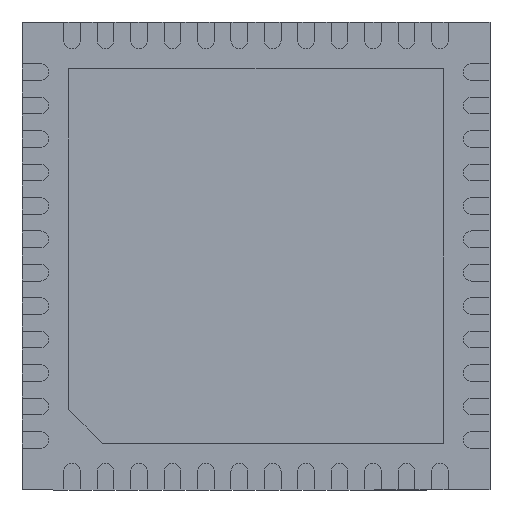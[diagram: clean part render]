
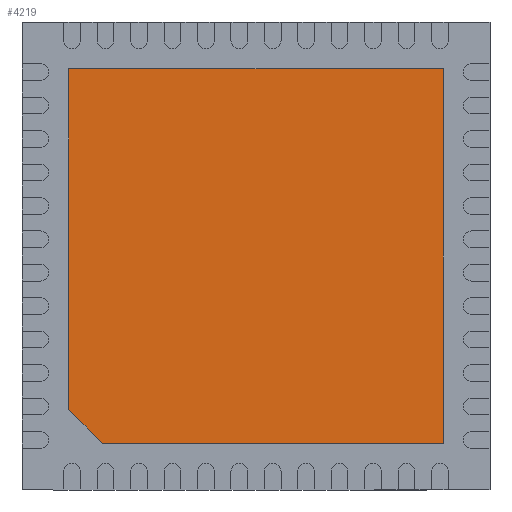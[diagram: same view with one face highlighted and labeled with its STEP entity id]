
A CAD part, front view. The second image highlights one B-rep face of the part: STEP entity #4219.
In plain terms, the highlighted planar face has unit normal (0, -1, 0).
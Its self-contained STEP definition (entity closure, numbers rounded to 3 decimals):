
#726 = CARTESIAN_POINT ( 'NONE',  ( 2.8, -0.05, 2.8 ) ) ;
#794 = VECTOR ( 'NONE', #6188, 1000. ) ;
#1035 = LINE ( 'NONE', #5787, #6277 ) ;
#1482 = CARTESIAN_POINT ( 'NONE',  ( -2.8, -0.05, 2.8 ) ) ;
#1727 = FACE_OUTER_BOUND ( 'NONE', #5424, .T. ) ;
#1937 = VECTOR ( 'NONE', #6516, 1000. ) ;
#1938 = VECTOR ( 'NONE', #7056, 1000. ) ;
#2020 = DIRECTION ( 'NONE',  ( 0.707, 0., -0.707 ) ) ;
#2084 = EDGE_CURVE ( 'NONE', #5714, #7680, #15767, .T. ) ;
#2739 = CARTESIAN_POINT ( 'NONE',  ( -2.8, -0.05, -2.3 ) ) ;
#3382 = VECTOR ( 'NONE', #11324, 1000. ) ;
#3735 = AXIS2_PLACEMENT_3D ( 'NONE', #5874, #8243, #10696 ) ;
#3977 = EDGE_CURVE ( 'NONE', #8358, #11352, #11149, .T. ) ;
#4148 = CARTESIAN_POINT ( 'NONE',  ( 2.8, -0.05, -2.8 ) ) ;
#4219 = ADVANCED_FACE ( 'NONE', ( #1727 ), #7007, .T. ) ;
#4490 = ORIENTED_EDGE ( 'NONE', *, *, #14903, .T. ) ;
#5424 = EDGE_LOOP ( 'NONE', ( #6436, #11572, #4490, #12150, #13609 ) ) ;
#5714 = VERTEX_POINT ( 'NONE', #6755 ) ;
#5787 = CARTESIAN_POINT ( 'NONE',  ( -2.8, -0.05, -2.3 ) ) ;
#5874 = CARTESIAN_POINT ( 'NONE',  ( 1.75, -0.05, 3.225 ) ) ;
#5893 = CARTESIAN_POINT ( 'NONE',  ( 2.8, -0.05, -2.8 ) ) ;
#5920 = CARTESIAN_POINT ( 'NONE',  ( -2.3, -0.05, -2.8 ) ) ;
#6188 = DIRECTION ( 'NONE',  ( 0., 0., 1. ) ) ;
#6277 = VECTOR ( 'NONE', #2020, 1000. ) ;
#6436 = ORIENTED_EDGE ( 'NONE', *, *, #11822, .T. ) ;
#6516 = DIRECTION ( 'NONE',  ( 1., 0., 0. ) ) ;
#6755 = CARTESIAN_POINT ( 'NONE',  ( 2.8, -0.05, 2.8 ) ) ;
#7007 = PLANE ( 'NONE',  #3735 ) ;
#7056 = DIRECTION ( 'NONE',  ( -1., 0., 0. ) ) ;
#7213 = EDGE_CURVE ( 'NONE', #12143, #8358, #1035, .T. ) ;
#7680 = VERTEX_POINT ( 'NONE', #7825 ) ;
#7825 = CARTESIAN_POINT ( 'NONE',  ( -2.8, -0.05, 2.8 ) ) ;
#8243 = DIRECTION ( 'NONE',  ( 0., -1., 0. ) ) ;
#8336 = LINE ( 'NONE', #5893, #794 ) ;
#8358 = VERTEX_POINT ( 'NONE', #5920 ) ;
#10696 = DIRECTION ( 'NONE',  ( 0., 0., -1. ) ) ;
#11052 = LINE ( 'NONE', #1482, #3382 ) ;
#11149 = LINE ( 'NONE', #15027, #1937 ) ;
#11324 = DIRECTION ( 'NONE',  ( 0., 0., -1. ) ) ;
#11352 = VERTEX_POINT ( 'NONE', #4148 ) ;
#11572 = ORIENTED_EDGE ( 'NONE', *, *, #2084, .T. ) ;
#11822 = EDGE_CURVE ( 'NONE', #11352, #5714, #8336, .T. ) ;
#12143 = VERTEX_POINT ( 'NONE', #2739 ) ;
#12150 = ORIENTED_EDGE ( 'NONE', *, *, #7213, .T. ) ;
#13609 = ORIENTED_EDGE ( 'NONE', *, *, #3977, .T. ) ;
#14903 = EDGE_CURVE ( 'NONE', #7680, #12143, #11052, .T. ) ;
#15027 = CARTESIAN_POINT ( 'NONE',  ( -2.3, -0.05, -2.8 ) ) ;
#15767 = LINE ( 'NONE', #726, #1938 ) ;
